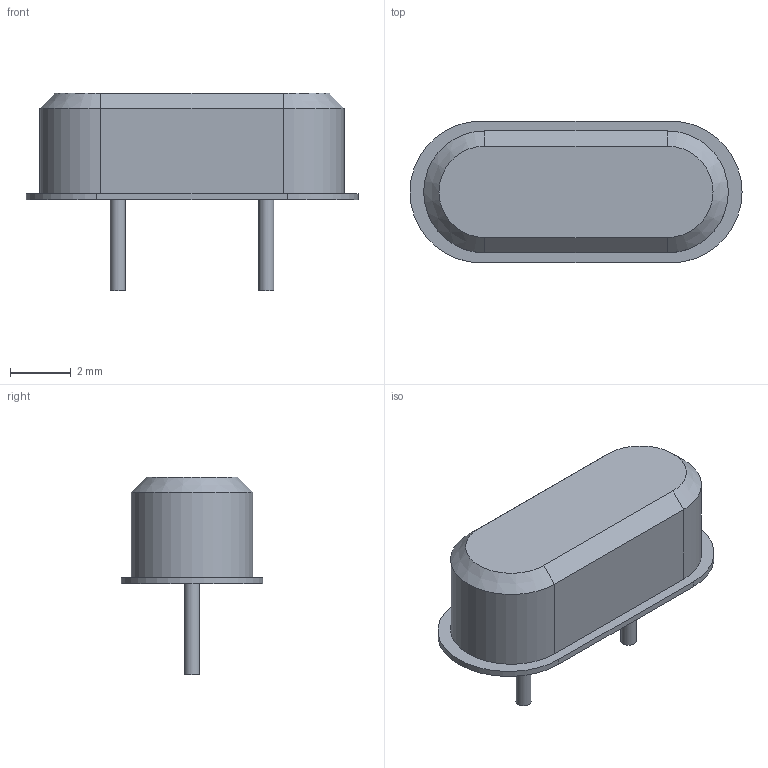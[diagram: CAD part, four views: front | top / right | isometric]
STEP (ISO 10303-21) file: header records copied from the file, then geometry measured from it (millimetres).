
FILE_DESCRIPTION(/* description */ (''),/* implementation_level */ '2;1');
FILE_NAME(/* name */ 'Crystal_HC49-U_Vertical v2.step',/* time_stamp */ '2019-01-21T20:52:19+01:00',/* author */ ('wiktor.burdecki'),/* organization */ (''),/* preprocessor_version */ 'ST-DEVELOPER v17.2',/* originating_system */ 'Autodesk Translation Framework v7.6.0.251',/* authorisation */ '');
FILE_SCHEMA (('AUTOMOTIVE_DESIGN { 1 0 10303 214 3 1 1 }'));
Length unit declared in the file: millimetre
Products named in the file (2): Poziomica 1.0_Crystal_HC49-U_Vertical; SOLID (6)
Assembly tree (1 placements, depth 2):
  Poziomica 1.0_Crystal_HC49-U_Vertical
    SOLID (6)
Bounding box: 10.9 x 4.65 x 6.5 mm (x, y, z)
Volume: 128.1 mm3; surface area: 180.5 mm2
Topology: 1 solids, 1 shells, 20 faces, 46 edges, 32 vertices
Faces by surface type: plane 12, cylinder 6, cone 2
Full cylindrical faces by diameter (mm): 0.5 x2
Entity records: 664 total; most frequent: DIRECTION 112, CARTESIAN_POINT 101, ORIENTED_EDGE 92, EDGE_CURVE 46, AXIS2_PLACEMENT_3D 43, VERTEX_POINT 32, LINE 26, VECTOR 26
